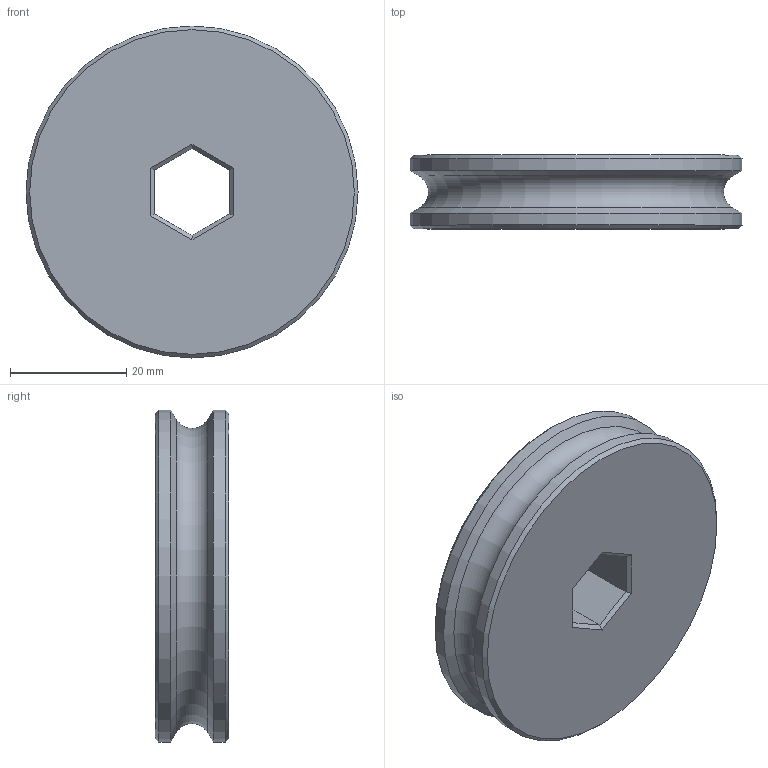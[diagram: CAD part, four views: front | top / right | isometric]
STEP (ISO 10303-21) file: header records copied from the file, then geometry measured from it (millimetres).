
FILE_DESCRIPTION(/* description */ (''),/* implementation_level */ '2;1');
FILE_NAME(/* name */ 'Round Belt Pulley.step',/* time_stamp */ '2023-09-22T06:19:39-04:00',/* author */ (''),/* organization */ (''),/* preprocessor_version */ 'ST-DEVELOPER v20',/* originating_system */ 'Autodesk Translation Framework v12.9.0.99',/* authorisation */ '');
FILE_SCHEMA (('AUTOMOTIVE_DESIGN { 1 0 10303 214 3 1 1 }'));
Length unit declared in the file: inch
Products named in the file (1): Round Belt Pulley
Bounding box: 57.15 x 12.7 x 57.15 mm (x, y, z)
Volume: 27837.2 mm3; surface area: 7930.7 mm2
Topology: 1 solids, 1 shells, 27 faces, 59 edges, 34 vertices
Faces by surface type: plane 20, cone 4, cylinder 2, torus 1
Full cylindrical faces by diameter (mm): 57.15 x2
Entity records: 755 total; most frequent: DIRECTION 126, CARTESIAN_POINT 121, ORIENTED_EDGE 118, EDGE_CURVE 59, LINE 48, VECTOR 48, AXIS2_PLACEMENT_3D 39, VERTEX_POINT 34
